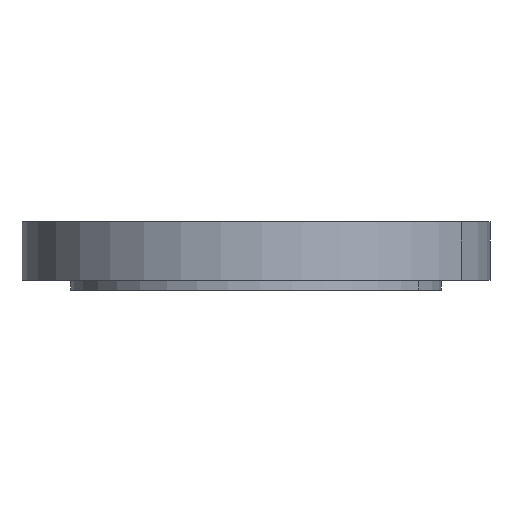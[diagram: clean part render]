
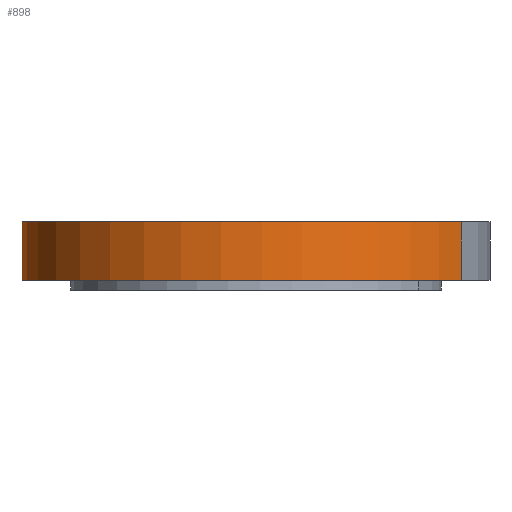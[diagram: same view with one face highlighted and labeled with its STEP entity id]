
A CAD part, left-side view. The second image highlights one B-rep face of the part: STEP entity #898.
In plain terms, the highlighted cylindrical face has radius 190.5 mm (diameter 381 mm), a partial arc.
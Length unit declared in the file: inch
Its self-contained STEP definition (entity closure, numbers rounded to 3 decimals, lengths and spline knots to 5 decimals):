
#730=AXIS2_PLACEMENT_3D('Circle Axis2P3D',#728,#729,$) ;
#859=AXIS2_PLACEMENT_3D('Cylinder Axis2P3D',#856,#857,#858) ;
#889=AXIS2_PLACEMENT_3D('Circle Axis2P3D',#887,#888,$) ;
#728=CARTESIAN_POINT('Axis2P3D Location',(0.,0.,0.)) ;
#732=CARTESIAN_POINT('Vertex',(-3.59569,-6.58187,0.)) ;
#734=CARTESIAN_POINT('Vertex',(3.59569,6.58187,0.)) ;
#856=CARTESIAN_POINT('Axis2P3D Location',(0.,0.,0.78375)) ;
#861=CARTESIAN_POINT('Line Origine',(3.59569,6.58187,0.94)) ;
#865=CARTESIAN_POINT('Vertex',(3.59569,6.58187,1.88)) ;
#872=CARTESIAN_POINT('Vertex',(-3.59569,-6.58187,1.88)) ;
#875=CARTESIAN_POINT('Line Origine',(-3.59569,-6.58187,0.94)) ;
#887=CARTESIAN_POINT('Axis2P3D Location',(0.,0.,1.88)) ;
#729=DIRECTION('Axis2P3D Direction',(0.,0.,-0.039)) ;
#857=DIRECTION('Axis2P3D Direction',(0.,0.,-0.039)) ;
#858=DIRECTION('Axis2P3D XDirection',(-0.019,-0.035,0.)) ;
#862=DIRECTION('Vector Direction',(0.,0.,-0.039)) ;
#876=DIRECTION('Vector Direction',(0.,0.,-0.039)) ;
#888=DIRECTION('Axis2P3D Direction',(0.,0.,-0.039)) ;
#863=VECTOR('Line Direction',#862,0.03937) ;
#877=VECTOR('Line Direction',#876,0.03937) ;
#893=ORIENTED_EDGE('',*,*,#736,.F.) ;
#894=ORIENTED_EDGE('',*,*,#879,.T.) ;
#895=ORIENTED_EDGE('',*,*,#891,.T.) ;
#896=ORIENTED_EDGE('',*,*,#867,.F.) ;
#898=ADVANCED_FACE('PartBody',(#897),#860,.T.) ;
#731=CIRCLE('generated circle',#730,7.5) ;
#890=CIRCLE('generated circle',#889,7.5) ;
#860=CYLINDRICAL_SURFACE('generated cylinder',#859,7.5) ;
#736=EDGE_CURVE('',#733,#735,#731,.T.) ;
#867=EDGE_CURVE('',#735,#866,#864,.F.) ;
#879=EDGE_CURVE('',#733,#873,#878,.F.) ;
#891=EDGE_CURVE('',#873,#866,#890,.T.) ;
#892=EDGE_LOOP('',(#893,#894,#895,#896)) ;
#897=FACE_OUTER_BOUND('',#892,.T.) ;
#864=LINE('Line',#861,#863) ;
#878=LINE('Line',#875,#877) ;
#733=VERTEX_POINT('',#732) ;
#735=VERTEX_POINT('',#734) ;
#866=VERTEX_POINT('',#865) ;
#873=VERTEX_POINT('',#872) ;
